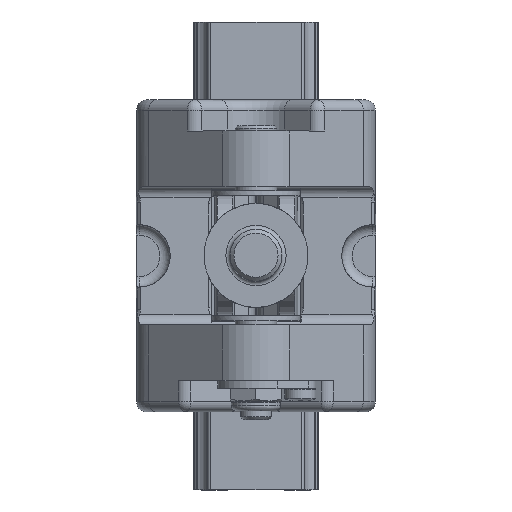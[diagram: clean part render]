
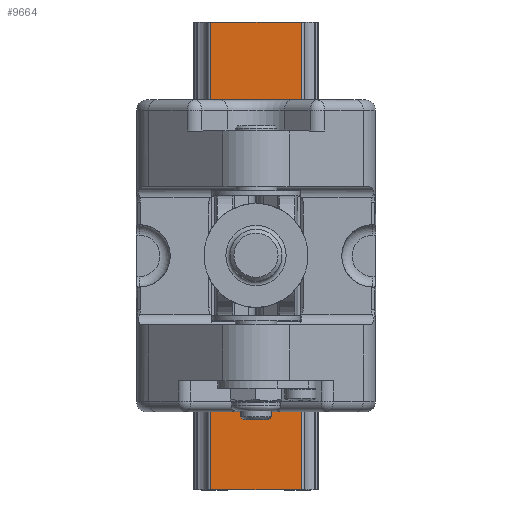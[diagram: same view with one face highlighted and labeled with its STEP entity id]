
A CAD part, top view. The second image highlights one B-rep face of the part: STEP entity #9664.
In plain terms, the highlighted planar face has unit normal (0, 0, 1).
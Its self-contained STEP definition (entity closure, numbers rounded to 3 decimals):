
#400=PLANE('',#10395);
#963=FACE_OUTER_BOUND('',#1539,.T.);
#1539=EDGE_LOOP('',(#6967,#6968,#6969,#6970));
#2103=LINE('',#15137,#2737);
#2121=LINE('',#15224,#2755);
#2169=LINE('',#15362,#2803);
#2170=LINE('',#15363,#2804);
#2737=VECTOR('',#11733,10.);
#2755=VECTOR('',#11809,10.);
#2803=VECTOR('',#11969,10.);
#2804=VECTOR('',#11970,10.);
#4022=VERTEX_POINT('',#15135);
#4023=VERTEX_POINT('',#15136);
#4063=VERTEX_POINT('',#15223);
#4097=VERTEX_POINT('',#15361);
#5076=EDGE_CURVE('',#4022,#4023,#2103,.T.);
#5120=EDGE_CURVE('',#4023,#4063,#2121,.T.);
#5189=EDGE_CURVE('',#4063,#4097,#2169,.T.);
#5190=EDGE_CURVE('',#4022,#4097,#2170,.T.);
#6967=ORIENTED_EDGE('',*,*,#5120,.T.);
#6968=ORIENTED_EDGE('',*,*,#5189,.T.);
#6969=ORIENTED_EDGE('',*,*,#5190,.F.);
#6970=ORIENTED_EDGE('',*,*,#5076,.T.);
#9664=ADVANCED_FACE('',(#963),#400,.T.);
#10395=AXIS2_PLACEMENT_3D('',#15360,#11967,#11968);
#11733=DIRECTION('',(-1.,0.,0.));
#11809=DIRECTION('',(0.,-1.,0.));
#11967=DIRECTION('center_axis',(0.,0.,
1.));
#11968=DIRECTION('ref_axis',(-1.,0.,0.));
#11969=DIRECTION('',(1.,0.,0.));
#11970=DIRECTION('',(0.,-1.,0.));
#15135=CARTESIAN_POINT('',(8.748,45.,15.6));
#15136=CARTESIAN_POINT('',(-8.748,45.,15.6));
#15137=CARTESIAN_POINT('',(4.374,45.,15.6));
#15223=CARTESIAN_POINT('',(-8.748,-45.,15.6));
#15224=CARTESIAN_POINT('',(-8.748,1545.,15.6));
#15360=CARTESIAN_POINT('Origin',(8.748,1545.,15.6));
#15361=CARTESIAN_POINT('',(8.748,-45.,15.6));
#15362=CARTESIAN_POINT('',(4.374,-45.,15.6));
#15363=CARTESIAN_POINT('',(8.748,1545.,15.6));
